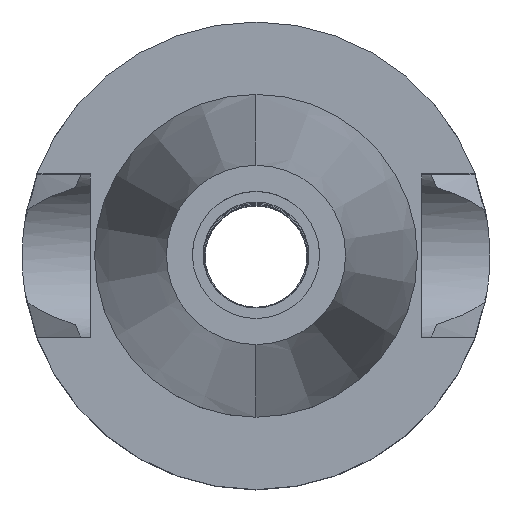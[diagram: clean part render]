
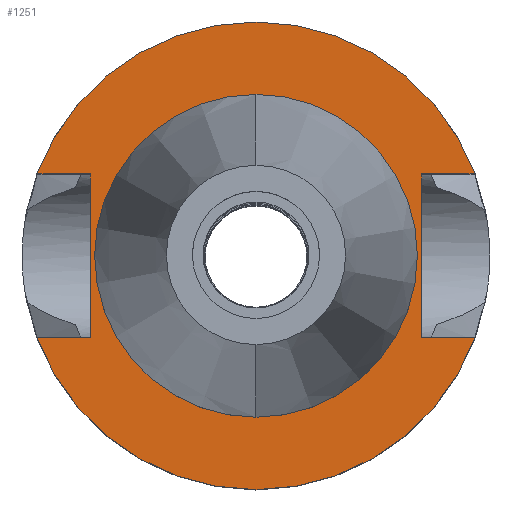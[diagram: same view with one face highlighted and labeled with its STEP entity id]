
A CAD part, top view. The second image highlights one B-rep face of the part: STEP entity #1251.
In plain terms, the highlighted planar face has unit normal (0, 0, 1).
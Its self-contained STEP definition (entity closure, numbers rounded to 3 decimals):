
#121=DIRECTION('',(0.,1.,0.));
#122=VECTOR('',#121,16.1);
#123=CARTESIAN_POINT('',(-16.3,-8.05,-2.));
#124=LINE('',#123,#122);
#128=DIRECTION('',(-1.,0.,0.));
#129=VECTOR('',#128,5.245);
#130=CARTESIAN_POINT('',(-16.3,8.05,-2.));
#131=LINE('',#130,#129);
#135=CARTESIAN_POINT('',(0.,0.,-2.));
#136=DIRECTION('',(0.,0.,-1.));
#137=DIRECTION('',(-0.937,0.35,0.));
#138=AXIS2_PLACEMENT_3D('',#135,#136,#137);
#143=CARTESIAN_POINT('',(0.,0.,-2.));
#144=DIRECTION('',(0.,0.,-1.));
#145=DIRECTION('',(0.,1.,0.));
#146=AXIS2_PLACEMENT_3D('',#143,#144,#145);
#151=DIRECTION('',(0.,-1.,0.));
#152=VECTOR('',#151,16.1);
#153=CARTESIAN_POINT('',(16.3,8.05,-2.));
#154=LINE('',#153,#152);
#158=DIRECTION('',(1.,0.,0.));
#159=VECTOR('',#158,5.245);
#160=CARTESIAN_POINT('',(16.3,-8.05,-2.));
#161=LINE('',#160,#159);
#165=CARTESIAN_POINT('',(0.,0.,-2.));
#166=DIRECTION('',(0.,0.,-1.));
#167=DIRECTION('',(0.937,-0.35,0.));
#168=AXIS2_PLACEMENT_3D('',#165,#166,#167);
#173=CARTESIAN_POINT('',(0.,0.,-2.));
#174=DIRECTION('',(0.,0.,-1.));
#175=DIRECTION('',(0.,-1.,0.));
#176=AXIS2_PLACEMENT_3D('',#173,#174,#175);
#181=CARTESIAN_POINT('',(0.,0.,-2.));
#182=DIRECTION('',(0.,0.,1.));
#183=DIRECTION('',(0.,-1.,0.));
#184=AXIS2_PLACEMENT_3D('',#181,#182,#183);
#189=CARTESIAN_POINT('',(0.,0.,-2.));
#190=DIRECTION('',(0.,0.,1.));
#191=DIRECTION('',(0.,1.,0.));
#192=AXIS2_PLACEMENT_3D('',#189,#190,#191);
#237=DIRECTION('',(-1.,0.,0.));
#238=VECTOR('',#237,5.245);
#239=CARTESIAN_POINT('',(-16.3,-8.05,-2.));
#240=LINE('',#239,#238);
#360=DIRECTION('',(1.,0.,0.));
#361=VECTOR('',#360,5.245);
#362=CARTESIAN_POINT('',(16.3,8.05,-2.));
#363=LINE('',#362,#361);
#1118=CARTESIAN_POINT('',(-16.3,-8.05,-2.));
#1119=VERTEX_POINT('',#1118);
#1120=CARTESIAN_POINT('',(-21.545,-8.05,-2.));
#1121=VERTEX_POINT('',#1120);
#1122=CARTESIAN_POINT('',(-16.3,8.05,-2.));
#1123=VERTEX_POINT('',#1122);
#1124=CARTESIAN_POINT('',(-21.545,8.05,-2.));
#1125=VERTEX_POINT('',#1124);
#1126=CARTESIAN_POINT('',(0.,23.,-2.));
#1127=CARTESIAN_POINT('',(21.545,8.05,-2.));
#1128=VERTEX_POINT('',#1126);
#1129=VERTEX_POINT('',#1127);
#1130=CARTESIAN_POINT('',(16.3,8.05,-2.));
#1131=VERTEX_POINT('',#1130);
#1132=CARTESIAN_POINT('',(16.3,-8.05,-2.));
#1133=VERTEX_POINT('',#1132);
#1134=CARTESIAN_POINT('',(21.545,-8.05,-2.));
#1135=VERTEX_POINT('',#1134);
#1136=CARTESIAN_POINT('',(0.,-23.,-2.));
#1137=VERTEX_POINT('',#1136);
#1138=CARTESIAN_POINT('',(0.,-15.875,-2.));
#1139=CARTESIAN_POINT('',(0.,15.875,-2.));
#1140=VERTEX_POINT('',#1138);
#1141=VERTEX_POINT('',#1139);
#1220=CARTESIAN_POINT('',(0.,0.,-2.));
#1221=DIRECTION('',(0.,0.,-1.));
#1222=DIRECTION('',(0.,-1.,0.));
#1223=AXIS2_PLACEMENT_3D('',#1220,#1221,#1222);
#1224=PLANE('',#1223);
#1226=ORIENTED_EDGE('',*,*,#1225,.T.);
#1228=ORIENTED_EDGE('',*,*,#1227,.T.);
#1230=ORIENTED_EDGE('',*,*,#1229,.T.);
#1232=ORIENTED_EDGE('',*,*,#1231,.T.);
#1234=ORIENTED_EDGE('',*,*,#1233,.F.);
#1236=ORIENTED_EDGE('',*,*,#1235,.T.);
#1238=ORIENTED_EDGE('',*,*,#1237,.T.);
#1240=ORIENTED_EDGE('',*,*,#1239,.T.);
#1242=ORIENTED_EDGE('',*,*,#1241,.T.);
#1244=ORIENTED_EDGE('',*,*,#1243,.F.);
#1245=EDGE_LOOP('',(#1226,#1228,#1230,#1232,#1234,#1236,#1238,#1240,#1242,
#1244));
#1246=FACE_OUTER_BOUND('',#1245,.F.);
#1247=ORIENTED_EDGE('',*,*,#1199,.T.);
#1248=ORIENTED_EDGE('',*,*,#1215,.T.);
#1249=EDGE_LOOP('',(#1247,#1248));
#1250=FACE_BOUND('',#1249,.F.);
#139=CIRCLE('',#138,23.);
#147=CIRCLE('',#146,23.);
#169=CIRCLE('',#168,23.);
#177=CIRCLE('',#176,23.);
#185=CIRCLE('',#184,15.875);
#193=CIRCLE('',#192,15.875);
#1199=EDGE_CURVE('',#1140,#1141,#185,.T.);
#1215=EDGE_CURVE('',#1141,#1140,#193,.T.);
#1225=EDGE_CURVE('',#1119,#1123,#124,.T.);
#1227=EDGE_CURVE('',#1123,#1125,#131,.T.);
#1229=EDGE_CURVE('',#1125,#1128,#139,.T.);
#1231=EDGE_CURVE('',#1128,#1129,#147,.T.);
#1233=EDGE_CURVE('',#1131,#1129,#363,.T.);
#1235=EDGE_CURVE('',#1131,#1133,#154,.T.);
#1237=EDGE_CURVE('',#1133,#1135,#161,.T.);
#1239=EDGE_CURVE('',#1135,#1137,#169,.T.);
#1241=EDGE_CURVE('',#1137,#1121,#177,.T.);
#1243=EDGE_CURVE('',#1119,#1121,#240,.T.);
#1251=ADVANCED_FACE('',(#1246,#1250),#1224,.F.);
